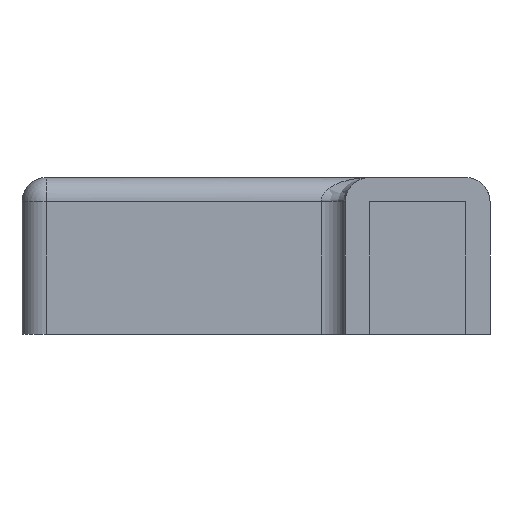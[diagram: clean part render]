
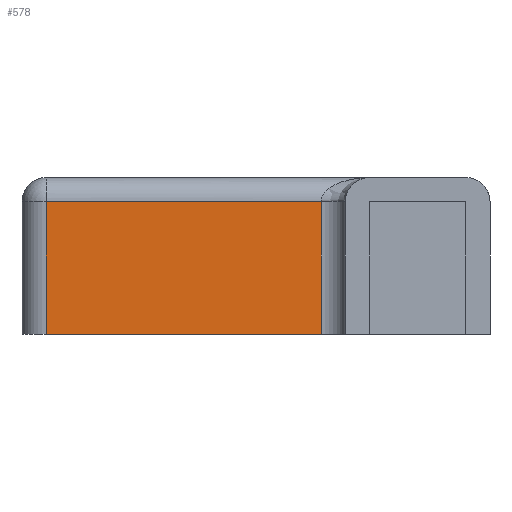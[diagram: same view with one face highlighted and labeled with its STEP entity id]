
A CAD part, front view. The second image highlights one B-rep face of the part: STEP entity #578.
In plain terms, the highlighted planar face has unit normal (0, -1, 0).
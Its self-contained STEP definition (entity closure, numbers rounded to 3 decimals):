
#72 = ORIENTED_EDGE ( 'NONE', *, *, #361, .T. ) ;
#122 = DIRECTION ( 'NONE',  ( 0., 0., 1. ) ) ;
#230 = FACE_OUTER_BOUND ( 'NONE', #836, .T. ) ;
#245 = DIRECTION ( 'NONE',  ( 0., 1., 0. ) ) ;
#247 = LINE ( 'NONE', #1062, #582 ) ;
#250 = CARTESIAN_POINT ( 'NONE',  ( 22.8, -2., 11. ) ) ;
#265 = CARTESIAN_POINT ( 'NONE',  ( 0., -2., 0. ) ) ;
#361 = EDGE_CURVE ( 'NONE', #947, #1078, #1286, .T. ) ;
#413 = CARTESIAN_POINT ( 'NONE',  ( 22.8, -2., 0. ) ) ;
#438 = VERTEX_POINT ( 'NONE', #413 ) ;
#445 = CARTESIAN_POINT ( 'NONE',  ( 0., -2., 11. ) ) ;
#453 = VECTOR ( 'NONE', #1020, 1000. ) ;
#471 = ORIENTED_EDGE ( 'NONE', *, *, #1029, .T. ) ;
#495 = VECTOR ( 'NONE', #585, 1000. ) ;
#556 = ORIENTED_EDGE ( 'NONE', *, *, #1249, .T. ) ;
#578 = ADVANCED_FACE ( 'NONE', ( #230 ), #1060, .F. ) ;
#582 = VECTOR ( 'NONE', #761, 1000. ) ;
#585 = DIRECTION ( 'NONE',  ( 0., 0., -1. ) ) ;
#589 = LINE ( 'NONE', #712, #453 ) ;
#598 = VERTEX_POINT ( 'NONE', #1046 ) ;
#649 = VECTOR ( 'NONE', #776, 1000. ) ;
#712 = CARTESIAN_POINT ( 'NONE',  ( -2., -2., 11. ) ) ;
#737 = EDGE_CURVE ( 'NONE', #598, #947, #589, .T. ) ;
#745 = CARTESIAN_POINT ( 'NONE',  ( 0., -2., 11. ) ) ;
#761 = DIRECTION ( 'NONE',  ( 1., 0., 0. ) ) ;
#776 = DIRECTION ( 'NONE',  ( 0., 0., 1. ) ) ;
#836 = EDGE_LOOP ( 'NONE', ( #556, #471, #1152, #72 ) ) ;
#947 = VERTEX_POINT ( 'NONE', #445 ) ;
#984 = AXIS2_PLACEMENT_3D ( 'NONE', #745, #245, #122 ) ;
#1020 = DIRECTION ( 'NONE',  ( -1., 0., 0. ) ) ;
#1029 = EDGE_CURVE ( 'NONE', #438, #598, #1151, .T. ) ;
#1046 = CARTESIAN_POINT ( 'NONE',  ( 22.8, -2., 11. ) ) ;
#1060 = PLANE ( 'NONE',  #984 ) ;
#1062 = CARTESIAN_POINT ( 'NONE',  ( 0., -2., 0. ) ) ;
#1078 = VERTEX_POINT ( 'NONE', #1305 ) ;
#1151 = LINE ( 'NONE', #250, #649 ) ;
#1152 = ORIENTED_EDGE ( 'NONE', *, *, #737, .T. ) ;
#1249 = EDGE_CURVE ( 'NONE', #1078, #438, #247, .T. ) ;
#1286 = LINE ( 'NONE', #265, #495 ) ;
#1305 = CARTESIAN_POINT ( 'NONE',  ( 0., -2., 0. ) ) ;
